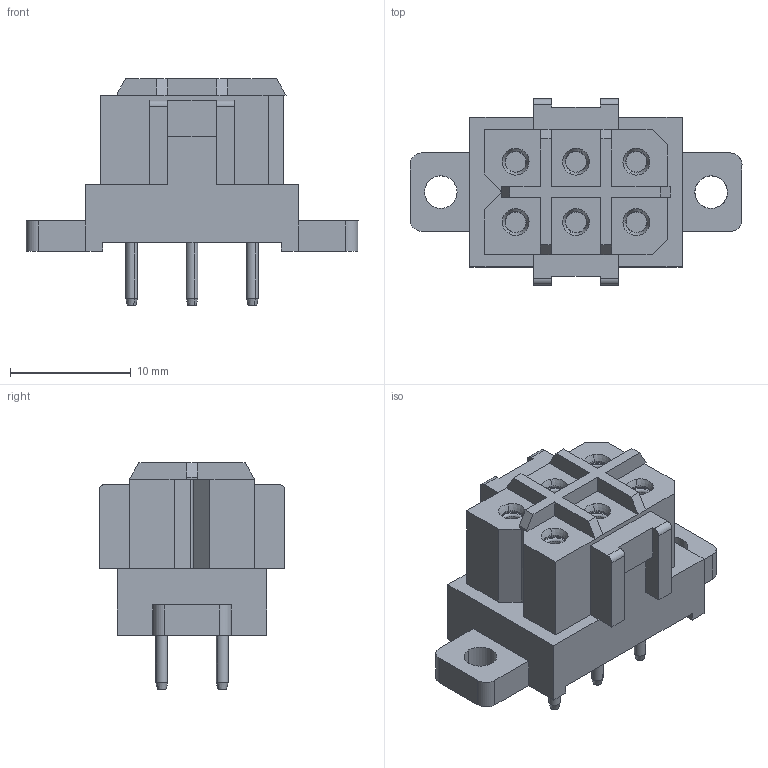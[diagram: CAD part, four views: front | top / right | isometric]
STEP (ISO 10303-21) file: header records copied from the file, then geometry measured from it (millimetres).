
FILE_DESCRIPTION(('CATIA V5 STEP Exchange','CAx-IF Rec.Pracs.--- Model Styling and Organization---1.4--- 2014-01-23'),'2;1');
FILE_NAME ('D1489193_0_1414700000_1414700000.stp','2021-06-09T13:01:14+00:00',('none'),('Weidmueller'),'CATIA Version 5-6 Release 2016 SP3 HF44','CATIA V5 STEP AP214','none');
FILE_SCHEMA(('AUTOMOTIVE_DESIGN { 1 0 10303 214 1 1 1 1 }'));
Length unit declared in the file: millimetre
Products named in the file (1): 1414700000
Bounding box: 27.5 x 15.4 x 18.8 mm (x, y, z)
Volume: 2416.2 mm3; surface area: 3099.1 mm2
Topology: 7 solids, 7 shells, 284 faces, 663 edges, 417 vertices
Faces by surface type: plane 115, cylinder 97, cone 48, torus 24
Entity records: 8197 total; most frequent: CARTESIAN_POINT 1592, ORIENTED_EDGE 1326, DIRECTION 1126, EDGE_CURVE 663, AXIS2_PLACEMENT_3D 497, VERTEX_POINT 417, VECTOR 384, LINE 384
